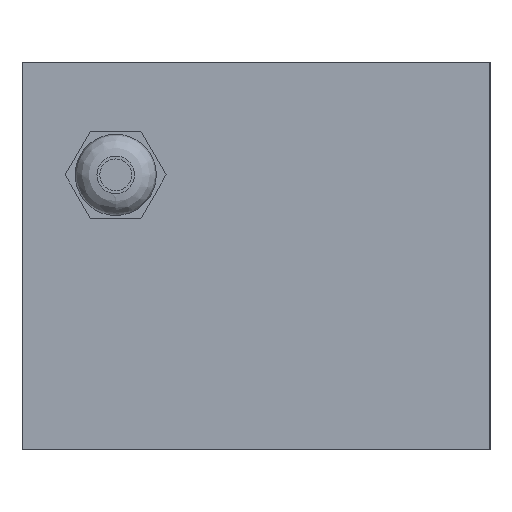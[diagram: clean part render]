
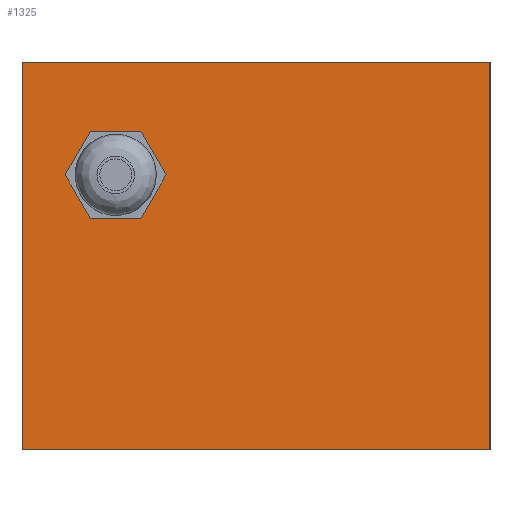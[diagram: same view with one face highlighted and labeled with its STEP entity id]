
A CAD part, left-side view. The second image highlights one B-rep face of the part: STEP entity #1325.
In plain terms, the highlighted planar face has unit normal (-1, 0, 0).
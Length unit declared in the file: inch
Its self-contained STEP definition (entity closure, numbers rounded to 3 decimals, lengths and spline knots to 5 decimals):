
#33=FACE_BOUND('',#242,.T.);
#84=PLANE('',#1464);
#158=FACE_OUTER_BOUND('',#241,.T.);
#241=EDGE_LOOP('',(#1192,#1193,#1194,#1195));
#242=EDGE_LOOP('',(#1196,#1197));
#367=LINE('',#2222,#499);
#372=LINE('',#2232,#504);
#377=LINE('',#2250,#509);
#378=LINE('',#2251,#510);
#499=VECTOR('',#1812,0.3937);
#504=VECTOR('',#1821,0.3937);
#509=VECTOR('',#1840,0.3937);
#510=VECTOR('',#1841,0.3937);
#526=CIRCLE('',#1382,0.19685);
#527=CIRCLE('',#1383,0.19685);
#600=VERTEX_POINT('',#1996);
#601=VERTEX_POINT('',#1997);
#674=VERTEX_POINT('',#2219);
#675=VERTEX_POINT('',#2221);
#678=VERTEX_POINT('',#2231);
#684=VERTEX_POINT('',#2249);
#739=EDGE_CURVE('',#600,#601,#526,.T.);
#740=EDGE_CURVE('',#601,#600,#527,.T.);
#849=EDGE_CURVE('',#675,#674,#367,.T.);
#854=EDGE_CURVE('',#678,#675,#372,.T.);
#863=EDGE_CURVE('',#674,#684,#377,.T.);
#864=EDGE_CURVE('',#684,#678,#378,.T.);
#1192=ORIENTED_EDGE('',*,*,#849,.T.);
#1193=ORIENTED_EDGE('',*,*,#863,.T.);
#1194=ORIENTED_EDGE('',*,*,#864,.T.);
#1195=ORIENTED_EDGE('',*,*,#854,.T.);
#1196=ORIENTED_EDGE('',*,*,#739,.T.);
#1197=ORIENTED_EDGE('',*,*,#740,.T.);
#1325=ADVANCED_FACE('',(#158,#33),#84,.T.);
#1382=AXIS2_PLACEMENT_3D('',#1998,#1588,#1589);
#1383=AXIS2_PLACEMENT_3D('',#1999,#1590,#1591);
#1464=AXIS2_PLACEMENT_3D('',#2248,#1838,#1839);
#1588=DIRECTION('center_axis',(1.,0.,0.));
#1589=DIRECTION('ref_axis',(0.,-1.,0.));
#1590=DIRECTION('center_axis',(1.,0.,0.));
#1591=DIRECTION('ref_axis',(0.,-1.,0.));
#1812=DIRECTION('',(0.,0.,-1.));
#1821=DIRECTION('',(0.,1.,0.));
#1838=DIRECTION('center_axis',(-1.,0.,0.));
#1839=DIRECTION('ref_axis',(0.,0.,1.));
#1840=DIRECTION('',(0.,-1.,0.));
#1841=DIRECTION('',(0.,0.,1.));
#1996=CARTESIAN_POINT('',(-6.75,0.6876,0.51134));
#1997=CARTESIAN_POINT('',(-6.75,1.0813,0.51134));
#1998=CARTESIAN_POINT('Origin',(-6.75,0.88445,0.51134));
#1999=CARTESIAN_POINT('Origin',(-6.75,0.88445,0.51134));
#2219=CARTESIAN_POINT('',(-6.75,1.475,-1.22));
#2221=CARTESIAN_POINT('',(-6.75,1.475,1.22));
#2222=CARTESIAN_POINT('',(-6.75,1.475,1.22));
#2231=CARTESIAN_POINT('',(-6.75,-1.475,1.22));
#2232=CARTESIAN_POINT('',(-6.75,-1.475,1.22));
#2248=CARTESIAN_POINT('Origin',(-6.75,0.,0.));
#2249=CARTESIAN_POINT('',(-6.75,-1.475,-1.22));
#2250=CARTESIAN_POINT('',(-6.75,1.475,-1.22));
#2251=CARTESIAN_POINT('',(-6.75,-1.475,-1.22));
